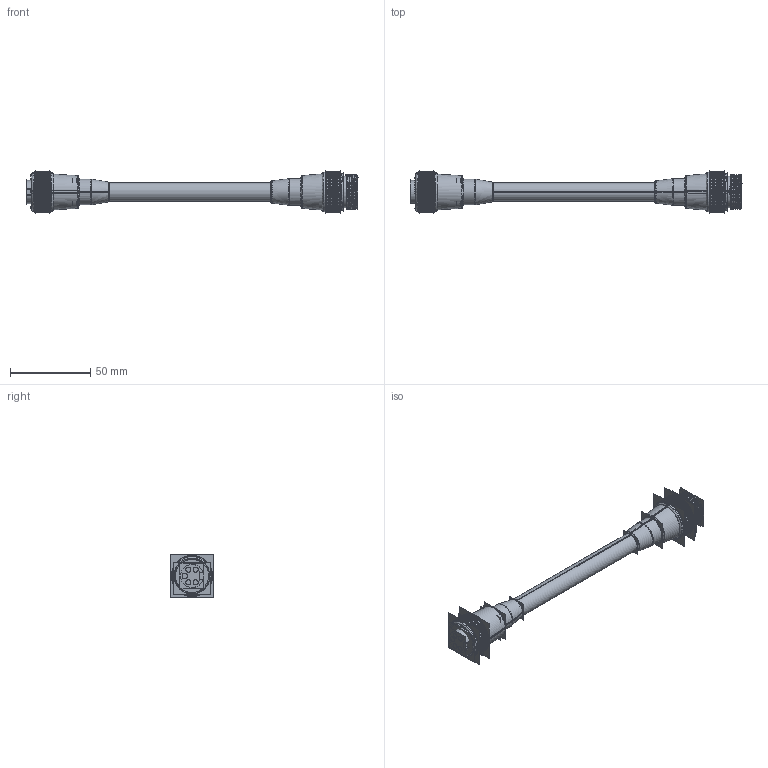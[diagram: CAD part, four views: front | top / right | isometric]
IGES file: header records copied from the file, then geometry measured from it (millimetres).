
Start section:  PTC IGES file: 218957.igs
Global section: file name: 218957.igs; native system: Creo Parametric by PTC Inc.; preprocessor: 2019292; author: PDMAdmin; organization: Unknown; date: 20200807.132352; units: millimetre
Bounding box: 206.33 x 27.03 x 27.03 mm (x, y, z)
Volume: 83000.8 mm3; surface area: 452586.6 mm2
Topology: 23 solids, 29 shells, 5364 faces, 29230 edges, 39258 vertices
Faces by surface type: bspline 3432, revolution 1932
